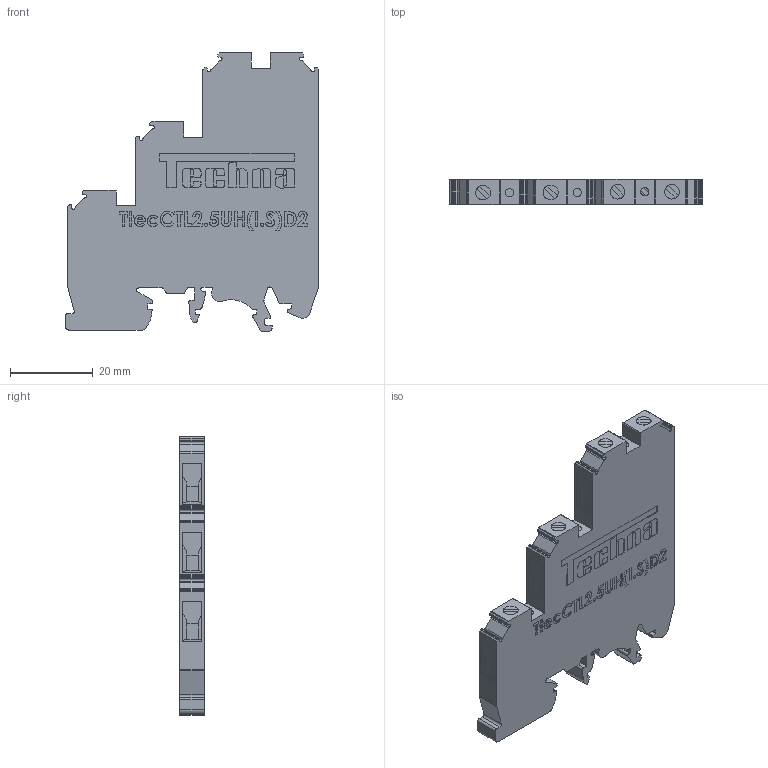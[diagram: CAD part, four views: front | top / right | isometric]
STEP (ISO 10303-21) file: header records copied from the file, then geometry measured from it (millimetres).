
FILE_DESCRIPTION (( 'STEP AP214' ), '1' );
FILE_NAME ('TtecCTL2.5UH(I.S)D2.STEP', '2020-07-06T13:58:22', ( '' ), ( '' ), 'SwSTEP 2.0', 'SolidWorks 2020', '' );
FILE_SCHEMA (( 'AUTOMOTIVE_DESIGN' ));
Length unit declared in the file: millimetre
Products named in the file (1): TtecCTL2.5UH(I.S)D2
Bounding box: 61.2 x 6 x 67.29 mm (x, y, z)
Volume: 17108.4 mm3; surface area: 7903.9 mm2
Topology: 1 solids, 1 shells, 993 faces, 2750 edges, 1828 vertices
Faces by surface type: plane 576, cylinder 245, bspline 172
Entity records: 48186 total; most frequent: CARTESIAN_POINT 15920, ORIENTED_EDGE 5500, DIRECTION 4560, EDGE_CURVE 2750, LINE 1896, VECTOR 1896, VERTEX_POINT 1828, AXIS2_PLACEMENT_3D 1332
